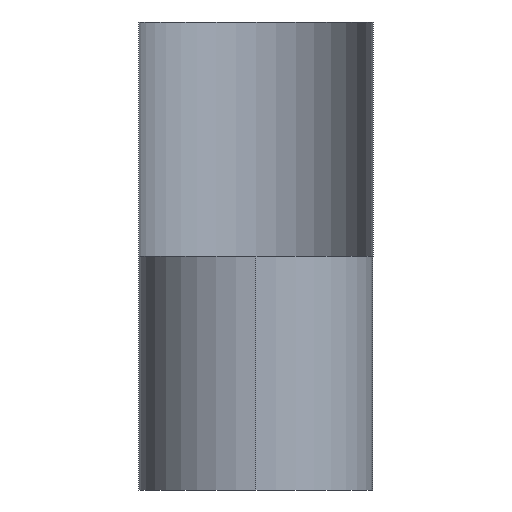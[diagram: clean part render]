
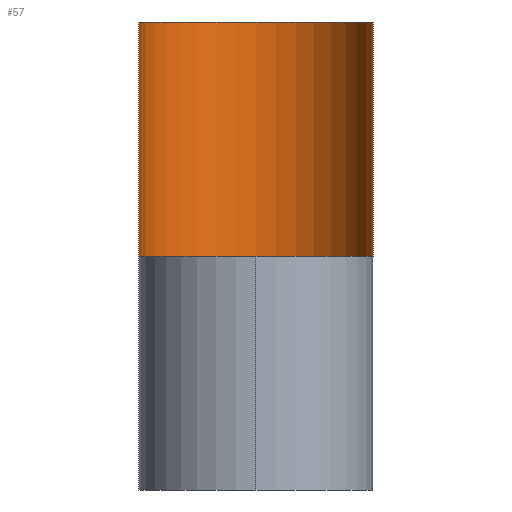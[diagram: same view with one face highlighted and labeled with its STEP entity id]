
A CAD part, left-side view. The second image highlights one B-rep face of the part: STEP entity #57.
In plain terms, the highlighted cylindrical face has radius 15 mm (diameter 30 mm), a partial arc.
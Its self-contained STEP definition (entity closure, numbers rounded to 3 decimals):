
#1 = EDGE_CURVE ( 'NONE', #180, #31, #199, .T. ) ;
#18 = EDGE_LOOP ( 'NONE', ( #100, #228, #187, #294 ) ) ;
#19 = DIRECTION ( 'NONE',  ( 0., 0., -1. ) ) ;
#22 = CARTESIAN_POINT ( 'NONE',  ( 0., -30., 30. ) ) ;
#31 = VERTEX_POINT ( 'NONE', #22 ) ;
#40 = VERTEX_POINT ( 'NONE', #215 ) ;
#54 = EDGE_CURVE ( 'NONE', #140, #40, #244, .T. ) ;
#57 = ADVANCED_FACE ( 'NONE', ( #127 ), #303, .F. ) ;
#70 = AXIS2_PLACEMENT_3D ( 'NONE', #240, #19, #74 ) ;
#74 = DIRECTION ( 'NONE',  ( 1., 0., 0. ) ) ;
#78 = CARTESIAN_POINT ( 'NONE',  ( 0., 0., 30. ) ) ;
#93 = EDGE_CURVE ( 'NONE', #31, #40, #192, .T. ) ;
#99 = CARTESIAN_POINT ( 'NONE',  ( 0., 0., 0. ) ) ;
#100 = ORIENTED_EDGE ( 'NONE', *, *, #54, .T. ) ;
#115 = AXIS2_PLACEMENT_3D ( 'NONE', #173, #126, #217 ) ;
#124 = DIRECTION ( 'NONE',  ( 0., 0., -1. ) ) ;
#126 = DIRECTION ( 'NONE',  ( 0., 0., -1. ) ) ;
#127 = FACE_OUTER_BOUND ( 'NONE', #18, .T. ) ;
#140 = VERTEX_POINT ( 'NONE', #99 ) ;
#145 = CARTESIAN_POINT ( 'NONE',  ( 0., -15., 0. ) ) ;
#147 = CARTESIAN_POINT ( 'NONE',  ( 0., -30., 30. ) ) ;
#149 = VECTOR ( 'NONE', #283, 1000. ) ;
#173 = CARTESIAN_POINT ( 'NONE',  ( 0., -15., 30. ) ) ;
#180 = VERTEX_POINT ( 'NONE', #266 ) ;
#187 = ORIENTED_EDGE ( 'NONE', *, *, #1, .F. ) ;
#188 = DIRECTION ( 'NONE',  ( 1., 0., 0. ) ) ;
#192 = LINE ( 'NONE', #147, #149 ) ;
#199 = CIRCLE ( 'NONE', #70, 15. ) ;
#214 = VECTOR ( 'NONE', #220, 1000. ) ;
#215 = CARTESIAN_POINT ( 'NONE',  ( 0., -30., 0. ) ) ;
#217 = DIRECTION ( 'NONE',  ( -1., 0., 0. ) ) ;
#218 = LINE ( 'NONE', #78, #214 ) ;
#220 = DIRECTION ( 'NONE',  ( 0., 0., -1. ) ) ;
#228 = ORIENTED_EDGE ( 'NONE', *, *, #93, .F. ) ;
#233 = AXIS2_PLACEMENT_3D ( 'NONE', #145, #124, #188 ) ;
#240 = CARTESIAN_POINT ( 'NONE',  ( 0., -15., 30. ) ) ;
#244 = CIRCLE ( 'NONE', #233, 15. ) ;
#266 = CARTESIAN_POINT ( 'NONE',  ( 0., 0., 30. ) ) ;
#278 = EDGE_CURVE ( 'NONE', #180, #140, #218, .T. ) ;
#283 = DIRECTION ( 'NONE',  ( 0., 0., -1. ) ) ;
#294 = ORIENTED_EDGE ( 'NONE', *, *, #278, .T. ) ;
#303 = CYLINDRICAL_SURFACE ( 'NONE', #115, 15. ) ;
